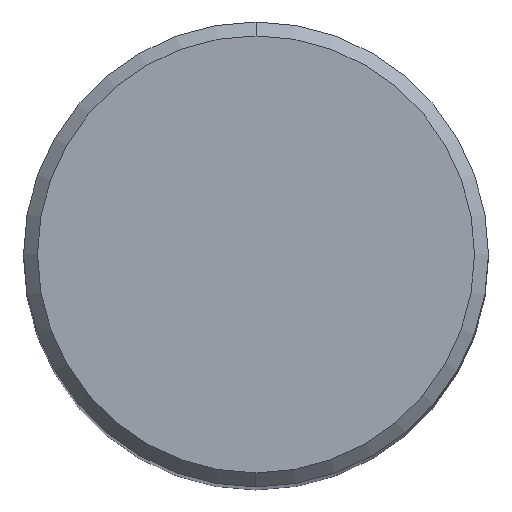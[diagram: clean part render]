
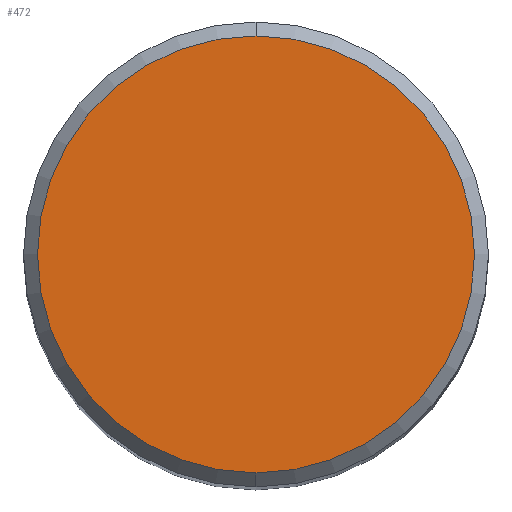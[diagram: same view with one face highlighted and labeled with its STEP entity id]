
A CAD part, top view. The second image highlights one B-rep face of the part: STEP entity #472.
In plain terms, the highlighted planar face has unit normal (0, 0, 1).
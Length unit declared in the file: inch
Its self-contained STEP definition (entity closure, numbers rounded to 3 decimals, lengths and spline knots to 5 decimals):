
#3 = CARTESIAN_POINT ( 'NONE',  ( 0., 0.235, 0. ) ) ;
#22 = EDGE_LOOP ( 'NONE', ( #500, #244 ) ) ;
#58 = FACE_OUTER_BOUND ( 'NONE', #22, .T. ) ;
#69 = AXIS2_PLACEMENT_3D ( 'NONE', #348, #261, #224 ) ;
#93 = DIRECTION ( 'NONE',  ( 0., -1., 0. ) ) ;
#102 = DIRECTION ( 'NONE',  ( 0., 0., 1. ) ) ;
#118 = CIRCLE ( 'NONE', #304, 0.235 ) ;
#121 = EDGE_CURVE ( 'NONE', #183, #407, #118, .T. ) ;
#134 = CIRCLE ( 'NONE', #149, 0.235 ) ;
#149 = AXIS2_PLACEMENT_3D ( 'NONE', #406, #401, #93 ) ;
#183 = VERTEX_POINT ( 'NONE', #3 ) ;
#224 = DIRECTION ( 'NONE',  ( 0., 1., 0. ) ) ;
#244 = ORIENTED_EDGE ( 'NONE', *, *, #352, .T. ) ;
#257 = DIRECTION ( 'NONE',  ( 0., -1., 0. ) ) ;
#261 = DIRECTION ( 'NONE',  ( 0., 0., -1. ) ) ;
#289 = CARTESIAN_POINT ( 'NONE',  ( 0., -0.235, 0. ) ) ;
#298 = PLANE ( 'NONE',  #69 ) ;
#304 = AXIS2_PLACEMENT_3D ( 'NONE', #460, #102, #257 ) ;
#348 = CARTESIAN_POINT ( 'NONE',  ( 0., 0.235, 0. ) ) ;
#352 = EDGE_CURVE ( 'NONE', #407, #183, #134, .T. ) ;
#401 = DIRECTION ( 'NONE',  ( 0., 0., 1. ) ) ;
#406 = CARTESIAN_POINT ( 'NONE',  ( 0., 0., 0. ) ) ;
#407 = VERTEX_POINT ( 'NONE', #289 ) ;
#460 = CARTESIAN_POINT ( 'NONE',  ( 0., 0., 0. ) ) ;
#472 = ADVANCED_FACE ( 'NONE', ( #58 ), #298, .F. ) ;
#500 = ORIENTED_EDGE ( 'NONE', *, *, #121, .T. ) ;
